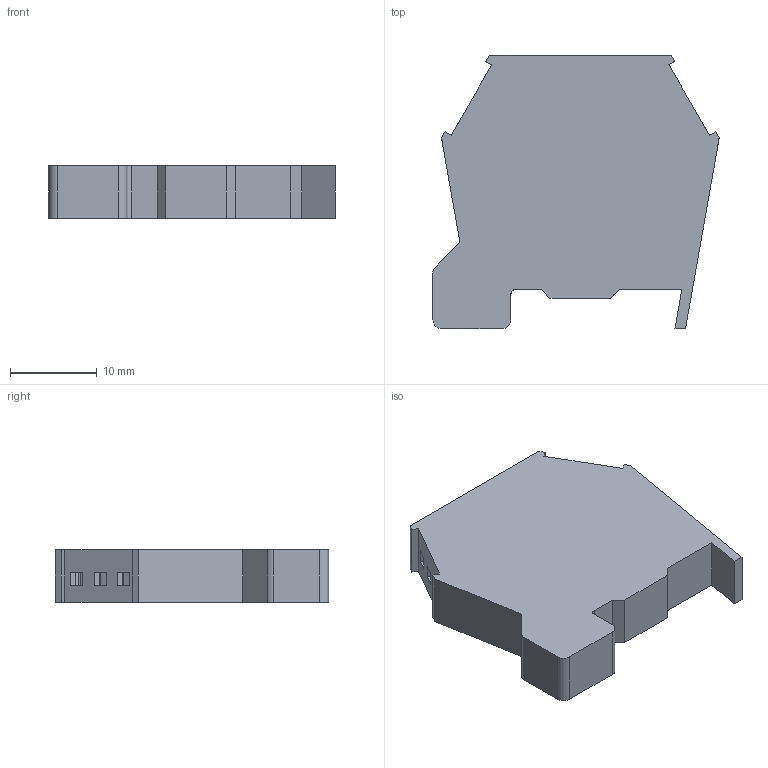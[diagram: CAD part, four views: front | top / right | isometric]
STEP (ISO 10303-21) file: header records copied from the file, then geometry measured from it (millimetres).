
FILE_DESCRIPTION (( 'STEP AP214' ), '1' );
FILE_NAME ('43459_DN-MG10.STEP', '2014-05-16T09:51:57', ( '' ), ( '' ), 'SwSTEP 2.0', 'SolidWorks 2013', '' );
FILE_SCHEMA (( 'AUTOMOTIVE_DESIGN' ));
Length unit declared in the file: millimetre
Products named in the file (1): 43459_DN-MG10
Bounding box: 33 x 31.5 x 6 mm (x, y, z)
Volume: 4727.6 mm3; surface area: 2608.9 mm2
Topology: 1 solids, 1 shells, 93 faces, 249 edges, 166 vertices
Faces by surface type: plane 82, cylinder 11
Entity records: 2899 total; most frequent: CARTESIAN_POINT 509, ORIENTED_EDGE 498, DIRECTION 459, EDGE_CURVE 249, LINE 227, VECTOR 227, VERTEX_POINT 166, AXIS2_PLACEMENT_3D 116
